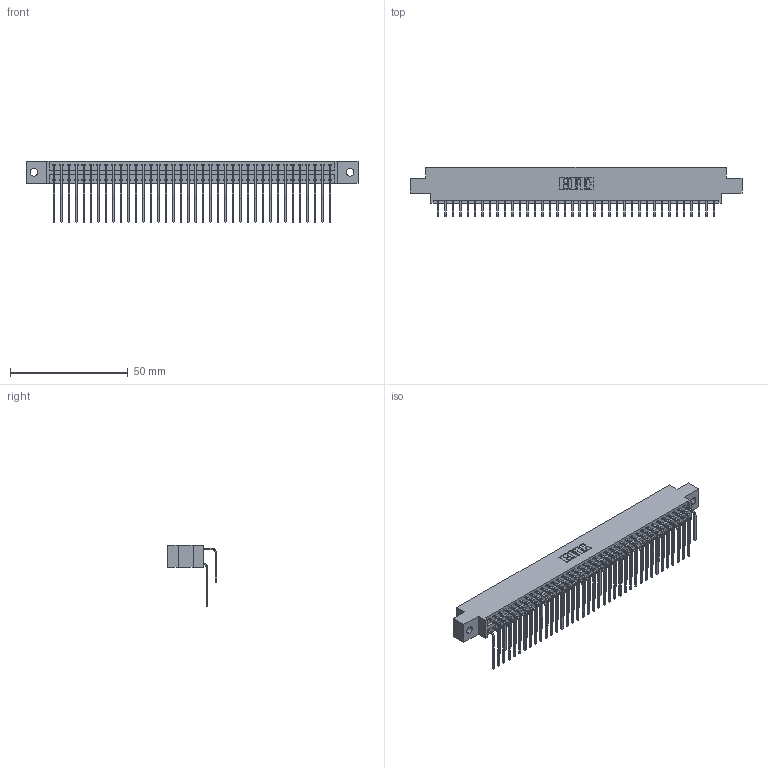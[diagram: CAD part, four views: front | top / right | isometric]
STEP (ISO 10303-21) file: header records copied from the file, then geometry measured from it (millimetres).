
FILE_DESCRIPTION (( 'STEP AP203' ), '1' );
FILE_NAME ('346-076-559-802.STEP', '2018-08-29T04:50:27', ( '' ), ( '' ), 'SwSTEP 2.0', 'SolidWorks 2016', '' );
FILE_SCHEMA (( 'CONFIG_CONTROL_DESIGN' ));
Length unit declared in the file: inch
Products named in the file (4): 346 Part_0.170 Offset - 0.128 Dia; 345-292-001_558 559 Tail - 1; 345-292-001_559 Tail - 2; 346-076-559-802
Assembly tree (77 placements, depth 2):
  346-076-559-802
    346 Part_0.170 Offset - 0.128 Dia
    345-292-001_558 559 Tail - 1  x38
    345-292-001_559 Tail - 2  x38
Bounding box: 141.22 x 20.89 x 26.16 mm (x, y, z)
Volume: 13987.2 mm3; surface area: 21177.1 mm2
Topology: 77 solids, 77 shells, 4230 faces, 12577 edges, 8282 vertices
Faces by surface type: plane 2892, cylinder 1338
Entity records: 27257 total; most frequent: CARTESIAN_POINT 4551, ORIENTED_EDGE 4434, DIRECTION 4033, EDGE_CURVE 2217, VECTOR 1893, LINE 1893, VERTEX_POINT 1474, AXIS2_PLACEMENT_3D 1070
